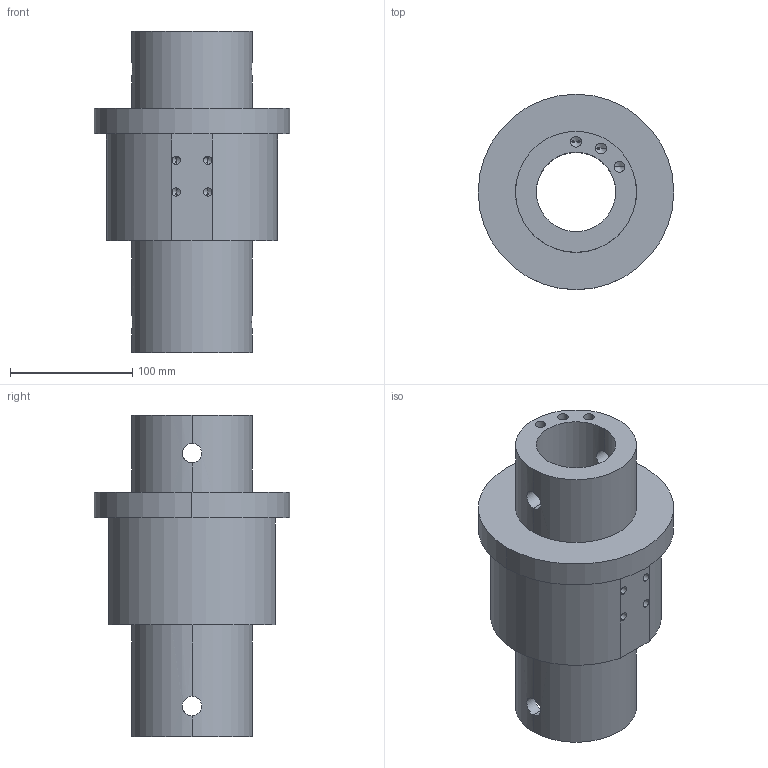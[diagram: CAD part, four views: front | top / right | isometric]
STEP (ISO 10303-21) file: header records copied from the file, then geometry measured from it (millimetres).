
FILE_DESCRIPTION (( 'STEP AP203' ), '1' );
FILE_NAME ('RX00717002.STEP', '2020-07-20T06:54:12', ( 'gongcheng1' ), ( '' ), 'SwSTEP 2.0', 'SolidWorks 2014', '' );
FILE_SCHEMA (( 'CONFIG_CONTROL_DESIGN' ));
Length unit declared in the file: millimetre
Products named in the file (1): RX00717002
Bounding box: 160 x 160 x 263 mm (x, y, z)
Volume: 1916711.1 mm3; surface area: 191800.2 mm2
Topology: 1 solids, 1 shells, 78 faces, 195 edges, 108 vertices
Faces by surface type: cylinder 47, cone 20, plane 11
Entity records: 2958 total; most frequent: CARTESIAN_POINT 1086, DIRECTION 395, ORIENTED_EDGE 350, EDGE_CURVE 175, AXIS2_PLACEMENT_3D 157, VERTEX_POINT 108, EDGE_LOOP 97, VECTOR 81
